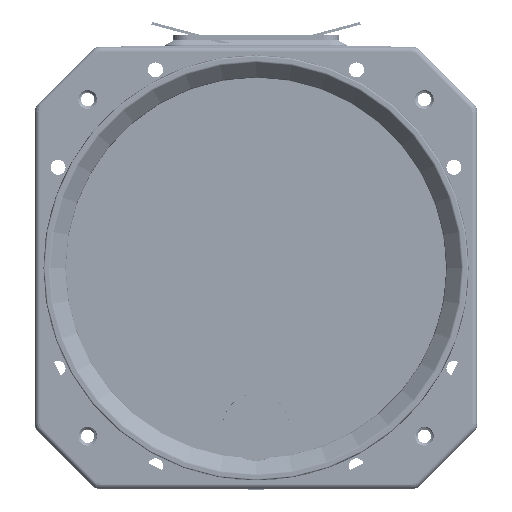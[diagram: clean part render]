
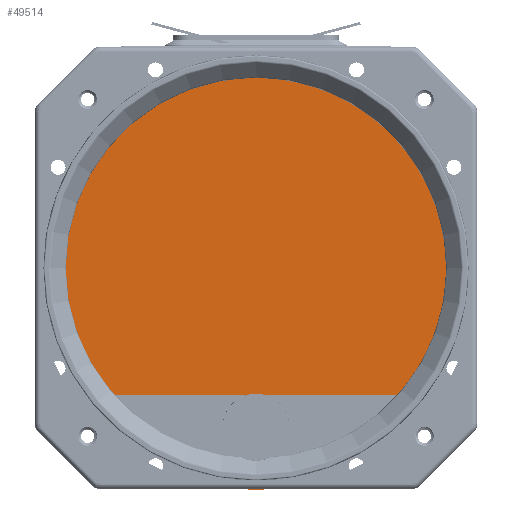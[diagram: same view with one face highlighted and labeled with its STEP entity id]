
A CAD part, front view. The second image highlights one B-rep face of the part: STEP entity #49514.
In plain terms, the highlighted planar face has unit normal (0, -1, 0).
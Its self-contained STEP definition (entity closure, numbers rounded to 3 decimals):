
#3596=FACE_OUTER_BOUND('',#6305,.T.);
#6305=EDGE_LOOP('',(#33073,#33074,#33075,#33076,#33077,#33078,#33079,#33080,
#33081));
#9406=CIRCLE('',#52471,39.65);
#9409=CIRCLE('',#52478,39.65);
#11245=LINE('',#70707,#16005);
#11248=LINE('',#70715,#16008);
#11256=LINE('',#70741,#16016);
#11258=LINE('',#70744,#16018);
#11259=LINE('',#70747,#16019);
#11260=LINE('',#70749,#16020);
#11261=LINE('',#70751,#16021);
#16005=VECTOR('',#56963,10.);
#16008=VECTOR('',#56970,10.);
#16016=VECTOR('',#56994,10.);
#16018=VECTOR('',#56998,10.);
#16019=VECTOR('',#57001,10.);
#16020=VECTOR('',#57002,10.);
#16021=VECTOR('',#57003,10.);
#20765=VERTEX_POINT('',#70705);
#20766=VERTEX_POINT('',#70706);
#20769=VERTEX_POINT('',#70714);
#20772=VERTEX_POINT('',#70722);
#20778=VERTEX_POINT('',#70738);
#20779=VERTEX_POINT('',#70740);
#20780=VERTEX_POINT('',#70746);
#20781=VERTEX_POINT('',#70748);
#20782=VERTEX_POINT('',#70750);
#25640=EDGE_CURVE('',#20765,#20766,#11245,.T.);
#25644=EDGE_CURVE('',#20769,#20765,#11248,.T.);
#25649=EDGE_CURVE('',#20772,#20766,#9406,.T.);
#25657=EDGE_CURVE('',#20779,#20778,#11256,.T.);
#25659=EDGE_CURVE('',#20778,#20769,#11258,.T.);
#25660=EDGE_CURVE('',#20780,#20772,#11259,.T.);
#25661=EDGE_CURVE('',#20781,#20780,#11260,.T.);
#25662=EDGE_CURVE('',#20782,#20781,#11261,.T.);
#25663=EDGE_CURVE('',#20779,#20782,#9409,.T.);
#33073=ORIENTED_EDGE('',*,*,#25640,.T.);
#33074=ORIENTED_EDGE('',*,*,#25649,.F.);
#33075=ORIENTED_EDGE('',*,*,#25660,.F.);
#33076=ORIENTED_EDGE('',*,*,#25661,.F.);
#33077=ORIENTED_EDGE('',*,*,#25662,.F.);
#33078=ORIENTED_EDGE('',*,*,#25663,.F.);
#33079=ORIENTED_EDGE('',*,*,#25657,.T.);
#33080=ORIENTED_EDGE('',*,*,#25659,.T.);
#33081=ORIENTED_EDGE('',*,*,#25644,.T.);
#47855=PLANE('',#52477);
#49514=ADVANCED_FACE('',(#3596),#47855,.F.);
#52471=AXIS2_PLACEMENT_3D('',#70724,#56979,#56980);
#52477=AXIS2_PLACEMENT_3D('',#70745,#56999,#57000);
#52478=AXIS2_PLACEMENT_3D('',#70752,#57004,#57005);
#56963=DIRECTION('',(-0.259,0.,0.966));
#56970=DIRECTION('',(-0.966,0.,-0.259));
#56979=DIRECTION('center_axis',(0.,1.,0.));
#56980=DIRECTION('ref_axis',(-0.038,0.,-0.999));
#56994=DIRECTION('',(-0.259,0.,-0.966));
#56998=DIRECTION('',(-0.966,0.,0.259));
#56999=DIRECTION('center_axis',(0.,1.,0.));
#57000=DIRECTION('ref_axis',(-1.,0.,0.));
#57001=DIRECTION('',(0.,0.,1.));
#57002=DIRECTION('',(-1.,0.,0.));
#57003=DIRECTION('',(0.,0.,-1.));
#57004=DIRECTION('center_axis',(0.,1.,0.));
#57005=DIRECTION('ref_axis',(-0.038,0.,-0.999));
#70705=CARTESIAN_POINT('',(-14.134,-4.75,33.681));
#70706=CARTESIAN_POINT('',(-14.949,-4.75,36.724));
#70707=CARTESIAN_POINT('',(-9.71,-4.75,17.171));
#70714=CARTESIAN_POINT('',(0.,-4.75,37.468));
#70715=CARTESIAN_POINT('',(0.761,-4.75,37.672));
#70722=CARTESIAN_POINT('',(-1.5,-4.75,-39.622));
#70724=CARTESIAN_POINT('Origin',(0.,-4.75,0.));
#70738=CARTESIAN_POINT('',(14.134,-4.75,33.681));
#70740=CARTESIAN_POINT('',(14.949,-4.75,36.724));
#70741=CARTESIAN_POINT('',(9.71,-4.75,17.171));
#70744=CARTESIAN_POINT('',(-0.761,-4.75,37.672));
#70745=CARTESIAN_POINT('Origin',(0.,-4.75,-0.908));
#70746=CARTESIAN_POINT('',(-1.5,-4.75,-41.466));
#70747=CARTESIAN_POINT('',(-1.5,-4.75,-41.466));
#70748=CARTESIAN_POINT('',(1.5,-4.75,-41.466));
#70749=CARTESIAN_POINT('',(1.5,-4.75,-41.466));
#70750=CARTESIAN_POINT('',(1.5,-4.75,-39.622));
#70751=CARTESIAN_POINT('',(1.5,-4.75,-39.622));
#70752=CARTESIAN_POINT('Origin',(0.,-4.75,0.));
